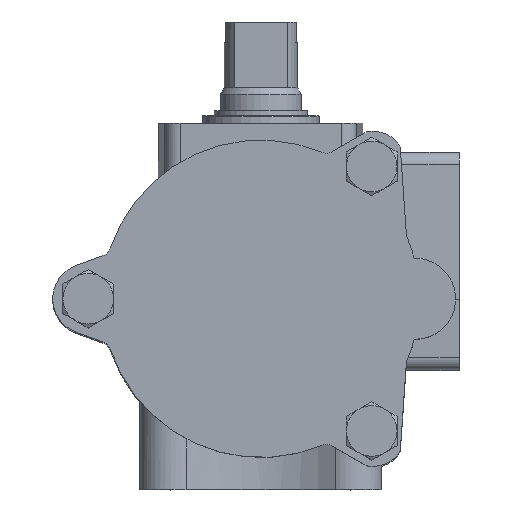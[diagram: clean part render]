
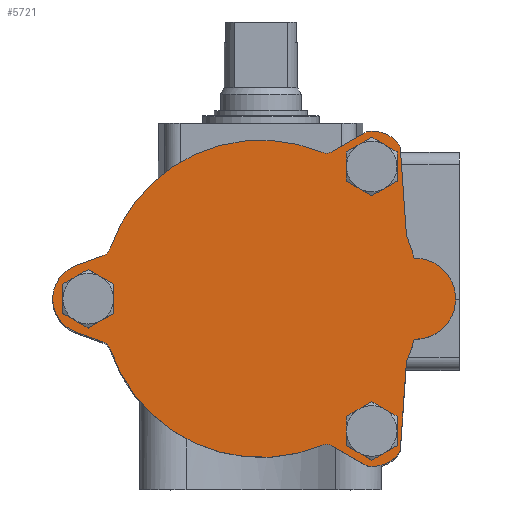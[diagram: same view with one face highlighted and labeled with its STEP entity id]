
A CAD part, top view. The second image highlights one B-rep face of the part: STEP entity #5721.
In plain terms, the highlighted face is planar.
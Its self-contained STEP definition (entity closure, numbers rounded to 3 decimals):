
#144=PLANE('',#6245);
#570=LINE('',#9517,#940);
#571=LINE('',#9521,#941);
#572=LINE('',#9529,#942);
#573=LINE('',#9537,#943);
#574=LINE('',#9545,#944);
#575=LINE('',#9553,#945);
#940=VECTOR('',#7283,1000.);
#941=VECTOR('',#7286,1000.);
#942=VECTOR('',#7293,1000.);
#943=VECTOR('',#7300,1000.);
#944=VECTOR('',#7307,1000.);
#945=VECTOR('',#7314,1000.);
#1577=ORIENTED_EDGE('',*,*,#3175,.T.);
#1578=ORIENTED_EDGE('',*,*,#3176,.F.);
#1579=ORIENTED_EDGE('',*,*,#3177,.T.);
#1580=ORIENTED_EDGE('',*,*,#3178,.F.);
#1581=ORIENTED_EDGE('',*,*,#3179,.F.);
#1582=ORIENTED_EDGE('',*,*,#3180,.F.);
#1583=ORIENTED_EDGE('',*,*,#3181,.T.);
#1584=ORIENTED_EDGE('',*,*,#3182,.F.);
#1585=ORIENTED_EDGE('',*,*,#3183,.T.);
#1586=ORIENTED_EDGE('',*,*,#3184,.F.);
#1587=ORIENTED_EDGE('',*,*,#3185,.F.);
#1588=ORIENTED_EDGE('',*,*,#3186,.F.);
#1589=ORIENTED_EDGE('',*,*,#3187,.F.);
#1590=ORIENTED_EDGE('',*,*,#3188,.F.);
#1591=ORIENTED_EDGE('',*,*,#3189,.F.);
#1592=ORIENTED_EDGE('',*,*,#3190,.F.);
#1593=ORIENTED_EDGE('',*,*,#3191,.F.);
#1594=ORIENTED_EDGE('',*,*,#3192,.F.);
#1595=ORIENTED_EDGE('',*,*,#3193,.F.);
#1596=ORIENTED_EDGE('',*,*,#3194,.F.);
#1597=ORIENTED_EDGE('',*,*,#3195,.F.);
#1598=ORIENTED_EDGE('',*,*,#3196,.F.);
#1599=ORIENTED_EDGE('',*,*,#3197,.F.);
#1600=ORIENTED_EDGE('',*,*,#3198,.F.);
#1601=ORIENTED_EDGE('',*,*,#3199,.F.);
#3175=EDGE_CURVE('',#3947,#3948,#4368,.T.);
#3176=EDGE_CURVE('',#3949,#3948,#4369,.T.);
#3177=EDGE_CURVE('',#3949,#3950,#4370,.T.);
#3178=EDGE_CURVE('',#3951,#3950,#570,.T.);
#3179=EDGE_CURVE('',#3952,#3951,#4371,.T.);
#3180=EDGE_CURVE('',#3953,#3952,#571,.T.);
#3181=EDGE_CURVE('',#3953,#3954,#4372,.T.);
#3182=EDGE_CURVE('',#3955,#3954,#4373,.T.);
#3183=EDGE_CURVE('',#3955,#3956,#4374,.T.);
#3184=EDGE_CURVE('',#3957,#3956,#572,.T.);
#3185=EDGE_CURVE('',#3958,#3957,#4375,.T.);
#3186=EDGE_CURVE('',#3959,#3958,#4376,.T.);
#3187=EDGE_CURVE('',#3960,#3959,#4377,.T.);
#3188=EDGE_CURVE('',#3961,#3960,#573,.T.);
#3189=EDGE_CURVE('',#3962,#3961,#4378,.T.);
#3190=EDGE_CURVE('',#3963,#3962,#4379,.T.);
#3191=EDGE_CURVE('',#3964,#3963,#4380,.T.);
#3192=EDGE_CURVE('',#3965,#3964,#574,.T.);
#3193=EDGE_CURVE('',#3966,#3965,#4381,.T.);
#3194=EDGE_CURVE('',#3967,#3966,#4382,.T.);
#3195=EDGE_CURVE('',#3968,#3967,#4383,.T.);
#3196=EDGE_CURVE('',#3947,#3968,#575,.T.);
#3197=EDGE_CURVE('',#3969,#3969,#4384,.F.);
#3198=EDGE_CURVE('',#3970,#3970,#4385,.F.);
#3199=EDGE_CURVE('',#3971,#3971,#4386,.F.);
#3947=VERTEX_POINT('',#9511);
#3948=VERTEX_POINT('',#9512);
#3949=VERTEX_POINT('',#9514);
#3950=VERTEX_POINT('',#9516);
#3951=VERTEX_POINT('',#9518);
#3952=VERTEX_POINT('',#9520);
#3953=VERTEX_POINT('',#9522);
#3954=VERTEX_POINT('',#9524);
#3955=VERTEX_POINT('',#9526);
#3956=VERTEX_POINT('',#9528);
#3957=VERTEX_POINT('',#9530);
#3958=VERTEX_POINT('',#9532);
#3959=VERTEX_POINT('',#9534);
#3960=VERTEX_POINT('',#9536);
#3961=VERTEX_POINT('',#9538);
#3962=VERTEX_POINT('',#9540);
#3963=VERTEX_POINT('',#9542);
#3964=VERTEX_POINT('',#9544);
#3965=VERTEX_POINT('',#9546);
#3966=VERTEX_POINT('',#9548);
#3967=VERTEX_POINT('',#9550);
#3968=VERTEX_POINT('',#9552);
#3969=VERTEX_POINT('',#9555);
#3970=VERTEX_POINT('',#9557);
#3971=VERTEX_POINT('',#9559);
#4368=CIRCLE('',#6246,2.5);
#4369=CIRCLE('',#6247,31.35);
#4370=CIRCLE('',#6248,2.5);
#4371=CIRCLE('',#6249,7.);
#4372=CIRCLE('',#6250,2.5);
#4373=CIRCLE('',#6251,31.35);
#4374=CIRCLE('',#6252,2.5);
#4375=CIRCLE('',#6253,2.5);
#4376=CIRCLE('',#6254,7.);
#4377=CIRCLE('',#6255,2.5);
#4378=CIRCLE('',#6256,31.35);
#4379=CIRCLE('',#6257,8.);
#4380=CIRCLE('',#6258,31.35);
#4381=CIRCLE('',#6259,2.5);
#4382=CIRCLE('',#6260,7.);
#4383=CIRCLE('',#6261,2.5);
#4384=CIRCLE('',#6262,5.);
#4385=CIRCLE('',#6263,5.);
#4386=CIRCLE('',#6264,5.);
#4650=EDGE_LOOP('',(#1577,#1578,#1579,#1580,#1581,#1582,#1583,#1584,#1585,
#1586,#1587,#1588,#1589,#1590,#1591,#1592,#1593,#1594,#1595,#1596,#1597,
#1598));
#4651=EDGE_LOOP('',(#1599));
#4652=EDGE_LOOP('',(#1600));
#4653=EDGE_LOOP('',(#1601));
#5125=FACE_BOUND('',#4650,.T.);
#5126=FACE_BOUND('',#4651,.T.);
#5127=FACE_BOUND('',#4652,.T.);
#5128=FACE_BOUND('',#4653,.T.);
#5721=ADVANCED_FACE('',(#5125,#5126,#5127,#5128),#144,.F.);
#6245=AXIS2_PLACEMENT_3D('',#9509,#7275,#7276);
#6246=AXIS2_PLACEMENT_3D('',#9510,#7277,#7278);
#6247=AXIS2_PLACEMENT_3D('',#9513,#7279,#7280);
#6248=AXIS2_PLACEMENT_3D('',#9515,#7281,#7282);
#6249=AXIS2_PLACEMENT_3D('',#9519,#7284,#7285);
#6250=AXIS2_PLACEMENT_3D('',#9523,#7287,#7288);
#6251=AXIS2_PLACEMENT_3D('',#9525,#7289,#7290);
#6252=AXIS2_PLACEMENT_3D('',#9527,#7291,#7292);
#6253=AXIS2_PLACEMENT_3D('',#9531,#7294,#7295);
#6254=AXIS2_PLACEMENT_3D('',#9533,#7296,#7297);
#6255=AXIS2_PLACEMENT_3D('',#9535,#7298,#7299);
#6256=AXIS2_PLACEMENT_3D('',#9539,#7301,#7302);
#6257=AXIS2_PLACEMENT_3D('',#9541,#7303,#7304);
#6258=AXIS2_PLACEMENT_3D('',#9543,#7305,#7306);
#6259=AXIS2_PLACEMENT_3D('',#9547,#7308,#7309);
#6260=AXIS2_PLACEMENT_3D('',#9549,#7310,#7311);
#6261=AXIS2_PLACEMENT_3D('',#9551,#7312,#7313);
#6262=AXIS2_PLACEMENT_3D('',#9554,#7315,#7316);
#6263=AXIS2_PLACEMENT_3D('',#9556,#7317,#7318);
#6264=AXIS2_PLACEMENT_3D('',#9558,#7319,#7320);
#7275=DIRECTION('',(1.,0.,0.));
#7276=DIRECTION('',(0.,0.,-1.));
#7277=DIRECTION('',(1.,0.,0.));
#7278=DIRECTION('',(0.,0.,-1.));
#7279=DIRECTION('',(1.,0.,0.));
#7280=DIRECTION('',(0.,0.,-1.));
#7281=DIRECTION('',(1.,0.,0.));
#7282=DIRECTION('',(0.,0.,-1.));
#7283=DIRECTION('',(0.,0.342,0.94));
#7284=DIRECTION('',(1.,0.,0.));
#7285=DIRECTION('',(0.,0.,-1.));
#7286=DIRECTION('',(0.,0.342,-0.94));
#7287=DIRECTION('',(1.,0.,0.));
#7288=DIRECTION('',(0.,0.,-1.));
#7289=DIRECTION('',(1.,0.,0.));
#7290=DIRECTION('',(0.,0.,-1.));
#7291=DIRECTION('',(1.,0.,0.));
#7292=DIRECTION('',(0.,0.,-1.));
#7293=DIRECTION('',(0.,0.502,-0.865));
#7294=DIRECTION('',(1.,0.,0.));
#7295=DIRECTION('',(0.,0.,-1.));
#7296=DIRECTION('',(1.,0.,0.));
#7297=DIRECTION('',(0.,0.,-1.));
#7298=DIRECTION('',(1.,0.,0.));
#7299=DIRECTION('',(0.,0.,-1.));
#7300=DIRECTION('',(0.,-0.998,-0.07));
#7301=DIRECTION('',(1.,0.,0.));
#7302=DIRECTION('',(0.,0.,-1.));
#7303=DIRECTION('',(1.,0.,0.));
#7304=DIRECTION('',(0.,0.,-1.));
#7305=DIRECTION('',(1.,0.,0.));
#7306=DIRECTION('',(0.,0.,-1.));
#7307=DIRECTION('',(0.,-0.998,0.07));
#7308=DIRECTION('',(1.,0.,0.));
#7309=DIRECTION('',(0.,0.,-1.));
#7310=DIRECTION('',(1.,0.,0.));
#7311=DIRECTION('',(0.,0.,-1.));
#7312=DIRECTION('',(1.,0.,0.));
#7313=DIRECTION('',(0.,0.,-1.));
#7314=DIRECTION('',(0.,0.502,0.865));
#7315=DIRECTION('',(1.,0.,0.));
#7316=DIRECTION('',(0.,0.,-1.));
#7317=DIRECTION('',(1.,0.,0.));
#7318=DIRECTION('',(0.,0.,-1.));
#7319=DIRECTION('',(1.,0.,0.));
#7320=DIRECTION('',(0.,0.,-1.));
#9509=CARTESIAN_POINT('',(-75.2,0.,0.));
#9510=CARTESIAN_POINT('',(-75.2,31.269,12.965));
#9511=CARTESIAN_POINT('',(-75.2,29.106,14.219));
#9512=CARTESIAN_POINT('',(-75.2,28.959,12.008));
#9513=CARTESIAN_POINT('',(-75.2,0.,0.));
#9514=CARTESIAN_POINT('',(-75.2,10.04,-29.699));
#9515=CARTESIAN_POINT('',(-75.2,10.84,-32.067));
#9516=CARTESIAN_POINT('',(-75.2,8.491,-31.212));
#9517=CARTESIAN_POINT('',(-75.2,6.689,-36.164));
#9518=CARTESIAN_POINT('',(-75.2,6.689,-36.164));
#9519=CARTESIAN_POINT('',(-75.2,0.,-34.1));
#9520=CARTESIAN_POINT('',(-75.2,-6.689,-36.164));
#9521=CARTESIAN_POINT('',(-75.2,-8.491,-31.212));
#9522=CARTESIAN_POINT('',(-75.2,-8.491,-31.212));
#9523=CARTESIAN_POINT('',(-75.2,-10.84,-32.067));
#9524=CARTESIAN_POINT('',(-75.2,-10.04,-29.699));
#9525=CARTESIAN_POINT('',(-75.2,0.,0.));
#9526=CARTESIAN_POINT('',(-75.2,-28.959,12.008));
#9527=CARTESIAN_POINT('',(-75.2,-31.269,12.965));
#9528=CARTESIAN_POINT('',(-75.2,-29.106,14.219));
#9529=CARTESIAN_POINT('',(-75.2,-32.782,20.56));
#9530=CARTESIAN_POINT('',(-75.2,-32.782,20.56));
#9531=CARTESIAN_POINT('',(-75.2,-30.619,21.814));
#9532=CARTESIAN_POINT('',(-75.2,-33.118,21.755));
#9533=CARTESIAN_POINT('',(-75.2,-26.12,21.92));
#9534=CARTESIAN_POINT('',(-75.2,-31.097,26.842));
#9535=CARTESIAN_POINT('',(-75.2,-29.32,25.084));
#9536=CARTESIAN_POINT('',(-75.2,-29.494,27.578));
#9537=CARTESIAN_POINT('',(-75.2,-12.455,28.77));
#9538=CARTESIAN_POINT('',(-75.2,-12.455,28.77));
#9539=CARTESIAN_POINT('',(-75.2,0.,0.));
#9540=CARTESIAN_POINT('',(-75.2,-7.998,30.313));
#9541=CARTESIAN_POINT('',(-75.2,0.,30.5));
#9542=CARTESIAN_POINT('',(-75.2,7.998,30.313));
#9543=CARTESIAN_POINT('',(-75.2,0.,0.));
#9544=CARTESIAN_POINT('',(-75.2,12.455,28.77));
#9545=CARTESIAN_POINT('',(-75.2,29.494,27.578));
#9546=CARTESIAN_POINT('',(-75.2,29.494,27.578));
#9547=CARTESIAN_POINT('',(-75.2,29.32,25.084));
#9548=CARTESIAN_POINT('',(-75.2,31.097,26.842));
#9549=CARTESIAN_POINT('',(-75.2,26.12,21.92));
#9550=CARTESIAN_POINT('',(-75.2,33.118,21.755));
#9551=CARTESIAN_POINT('',(-75.2,30.619,21.814));
#9552=CARTESIAN_POINT('',(-75.2,32.782,20.56));
#9553=CARTESIAN_POINT('',(-75.2,29.106,14.219));
#9554=CARTESIAN_POINT('',(-75.2,-26.12,21.92));
#9555=CARTESIAN_POINT('',(-75.2,-26.12,16.92));
#9556=CARTESIAN_POINT('',(-75.2,0.,-34.1));
#9557=CARTESIAN_POINT('',(-75.2,0.,-39.1));
#9558=CARTESIAN_POINT('',(-75.2,26.12,21.92));
#9559=CARTESIAN_POINT('',(-75.2,26.12,16.92));
